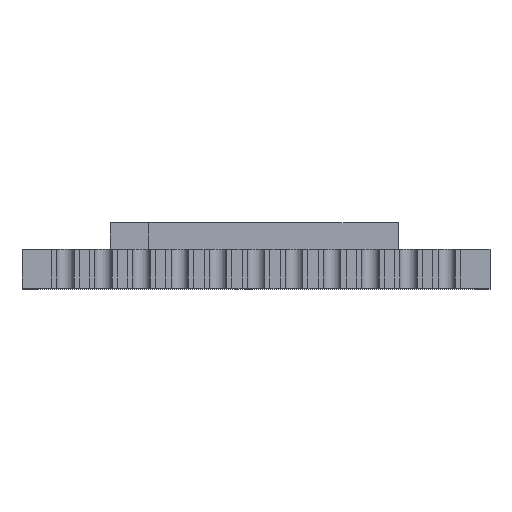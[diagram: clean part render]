
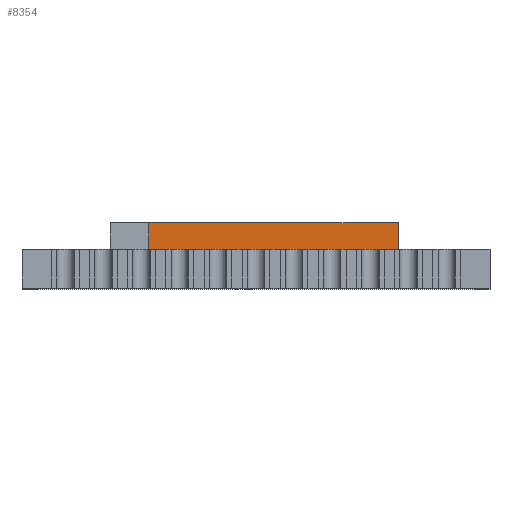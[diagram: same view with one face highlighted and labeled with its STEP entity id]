
A CAD part, top view. The second image highlights one B-rep face of the part: STEP entity #8354.
In plain terms, the highlighted planar face has unit normal (0, 0, 1).
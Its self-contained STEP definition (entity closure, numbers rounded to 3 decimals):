
#513=PLANE('',#8941);
#974=FACE_OUTER_BOUND('',#1436,.T.);
#1436=EDGE_LOOP('',(#7835,#7836,#7837,#7838));
#2036=LINE('',#12504,#3108);
#2040=LINE('',#12512,#3112);
#2500=LINE('',#13431,#3572);
#2502=LINE('',#13434,#3574);
#3108=VECTOR('',#10285,10.);
#3112=VECTOR('',#10291,7.);
#3572=VECTOR('',#11057,10.);
#3574=VECTOR('',#11061,7.);
#4106=VERTEX_POINT('',#12501);
#4107=VERTEX_POINT('',#12503);
#4109=VERTEX_POINT('',#12509);
#4416=VERTEX_POINT('',#13429);
#5092=EDGE_CURVE('',#4106,#4107,#2036,.T.);
#5096=EDGE_CURVE('',#4106,#4109,#2040,.T.);
#5556=EDGE_CURVE('',#4109,#4416,#2500,.T.);
#5558=EDGE_CURVE('',#4416,#4107,#2502,.T.);
#7835=ORIENTED_EDGE('',*,*,#5096,.T.);
#7836=ORIENTED_EDGE('',*,*,#5556,.T.);
#7837=ORIENTED_EDGE('',*,*,#5558,.T.);
#7838=ORIENTED_EDGE('',*,*,#5092,.F.);
#8354=ADVANCED_FACE('',(#974),#513,.T.);
#8941=AXIS2_PLACEMENT_3D('',#13437,#11066,#11067);
#10285=DIRECTION('',(1.,0.,0.));
#10291=DIRECTION('',(0.,-1.,0.));
#11057=DIRECTION('',(1.,0.,0.));
#11061=DIRECTION('',(0.,1.,0.));
#11066=DIRECTION('center_axis',(0.,0.,1.));
#11067=DIRECTION('ref_axis',(1.,0.,0.));
#12501=CARTESIAN_POINT('',(-3.1,1.92,-7.8));
#12503=CARTESIAN_POINT('',(4.1,1.92,-7.8));
#12504=CARTESIAN_POINT('',(4.1,1.92,-7.8));
#12509=CARTESIAN_POINT('',(-3.1,1.12,-7.8));
#12512=CARTESIAN_POINT('',(-3.1,0.,-7.8));
#13429=CARTESIAN_POINT('',(4.1,1.12,-7.8));
#13431=CARTESIAN_POINT('',(-2.1,1.12,-7.8));
#13434=CARTESIAN_POINT('',(4.1,0.,-7.8));
#13437=CARTESIAN_POINT('Origin',(-4.2,0.,-7.8));
